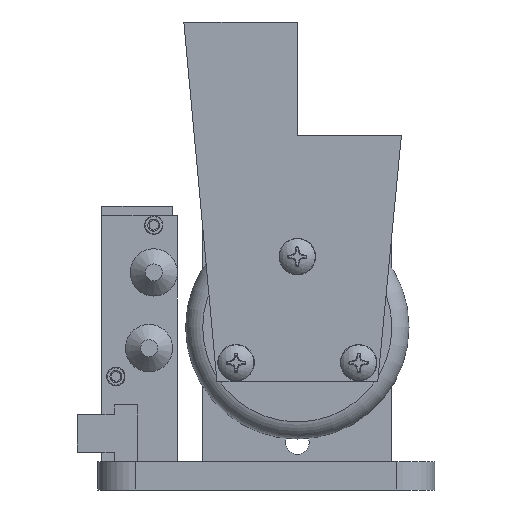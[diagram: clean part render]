
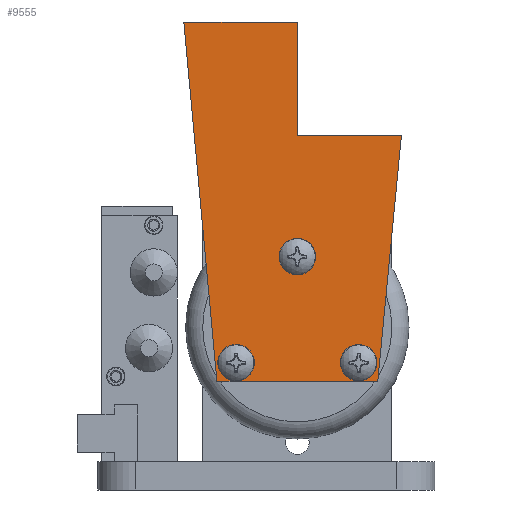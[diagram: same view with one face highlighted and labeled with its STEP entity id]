
A CAD part, front view. The second image highlights one B-rep face of the part: STEP entity #9555.
In plain terms, the highlighted planar face has unit normal (0, -1, 0).
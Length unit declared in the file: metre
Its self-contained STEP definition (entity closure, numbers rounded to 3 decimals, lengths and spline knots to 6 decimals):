
#1052=CIRCLE('',#10583,0.001334);
#1054=CIRCLE('',#10586,0.001334);
#1056=CIRCLE('',#10590,0.001334);
#3198=ORIENTED_EDGE('',*,*,#4871,.F.);
#3199=ORIENTED_EDGE('',*,*,#4875,.F.);
#3200=ORIENTED_EDGE('',*,*,#4878,.F.);
#3201=ORIENTED_EDGE('',*,*,#4881,.F.);
#3202=ORIENTED_EDGE('',*,*,#4884,.F.);
#3203=ORIENTED_EDGE('',*,*,#4890,.F.);
#3204=ORIENTED_EDGE('',*,*,#4887,.F.);
#3205=ORIENTED_EDGE('',*,*,#4885,.F.);
#3206=ORIENTED_EDGE('',*,*,#4891,.F.);
#4871=EDGE_CURVE('',#5937,#5938,#6698,.T.);
#4875=EDGE_CURVE('',#5940,#5937,#6702,.T.);
#4878=EDGE_CURVE('',#5942,#5940,#6705,.T.);
#4881=EDGE_CURVE('',#5944,#5942,#6708,.T.);
#4884=EDGE_CURVE('',#5946,#5944,#6711,.T.);
#4885=EDGE_CURVE('',#5947,#5947,#1052,.T.);
#4887=EDGE_CURVE('',#5949,#5949,#1054,.T.);
#4890=EDGE_CURVE('',#5938,#5946,#6713,.T.);
#4891=EDGE_CURVE('',#5951,#5951,#1056,.T.);
#5937=VERTEX_POINT('',#18829);
#5938=VERTEX_POINT('',#18831);
#5940=VERTEX_POINT('',#18837);
#5942=VERTEX_POINT('',#18843);
#5944=VERTEX_POINT('',#18849);
#5946=VERTEX_POINT('',#18855);
#5947=VERTEX_POINT('',#18859);
#5949=VERTEX_POINT('',#18864);
#5951=VERTEX_POINT('',#18872);
#6698=LINE('',#18830,#7344);
#6702=LINE('',#18838,#7348);
#6705=LINE('',#18844,#7351);
#6708=LINE('',#18850,#7354);
#6711=LINE('',#18856,#7357);
#6713=LINE('',#18869,#7359);
#7344=VECTOR('',#12752,1.);
#7348=VECTOR('',#12758,1.);
#7351=VECTOR('',#12763,1.);
#7354=VECTOR('',#12768,1.);
#7357=VECTOR('',#12773,1.);
#7359=VECTOR('',#12789,1.);
#7994=EDGE_LOOP('',(#3198,#3199,#3200,#3201,#3202,#3203));
#7995=EDGE_LOOP('',(#3204));
#7996=EDGE_LOOP('',(#3205));
#7997=EDGE_LOOP('',(#3206));
#8704=FACE_BOUND('',#7994,.T.);
#8705=FACE_BOUND('',#7995,.T.);
#8706=FACE_BOUND('',#7996,.T.);
#8707=FACE_BOUND('',#7997,.T.);
#9081=PLANE('',#10592);
#9555=ADVANCED_FACE('',(#8704,#8705,#8706,#8707),#9081,.T.);
#10583=AXIS2_PLACEMENT_3D('',#18858,#12776,#12777);
#10586=AXIS2_PLACEMENT_3D('',#18863,#12782,#12783);
#10590=AXIS2_PLACEMENT_3D('',#18871,#12792,#12793);
#10592=AXIS2_PLACEMENT_3D('',#18875,#12796,#12797);
#12752=DIRECTION('',(-0.096,0.,-0.995));
#12758=DIRECTION('',(1.,0.,0.));
#12763=DIRECTION('',(0.,0.,-1.));
#12768=DIRECTION('',(1.,0.,0.));
#12773=DIRECTION('',(-0.092,0.,0.996));
#12776=DIRECTION('',(0.,-1.,0.));
#12777=DIRECTION('',(0.,0.,-1.));
#12782=DIRECTION('',(0.,-1.,0.));
#12783=DIRECTION('',(0.,0.,-1.));
#12789=DIRECTION('',(-1.,0.,0.));
#12792=DIRECTION('',(0.,-1.,0.));
#12793=DIRECTION('',(0.,0.,-1.));
#12796=DIRECTION('',(0.,-1.,0.));
#12797=DIRECTION('',(1.,0.,0.));
#18829=CARTESIAN_POINT('',(0.01397,-0.000305,0.025767));
#18830=CARTESIAN_POINT('',(0.012383,-0.000305,0.009251));
#18831=CARTESIAN_POINT('',(0.010795,-0.000305,-0.007264));
#18837=CARTESIAN_POINT('',(0.,-0.000305,0.025767));
#18838=CARTESIAN_POINT('',(0.006985,-0.000305,0.025767));
#18843=CARTESIAN_POINT('',(0.,-0.000305,0.040996));
#18844=CARTESIAN_POINT('',(0.,-0.000305,0.033381));
#18849=CARTESIAN_POINT('',(-0.01524,-0.000305,0.040996));
#18850=CARTESIAN_POINT('',(-0.00762,-0.000305,0.040996));
#18855=CARTESIAN_POINT('',(-0.010795,-0.000305,-0.007264));
#18856=CARTESIAN_POINT('',(-0.013018,-0.000305,0.016866));
#18858=CARTESIAN_POINT('',(-0.008227,-0.000305,-0.00475));
#18859=CARTESIAN_POINT('',(-0.008227,-0.000305,-0.006084));
#18863=CARTESIAN_POINT('',(0.,-0.000305,0.0095));
#18864=CARTESIAN_POINT('',(0.,-0.000305,0.008167));
#18869=CARTESIAN_POINT('',(-0.005398,-0.000305,-0.007264));
#18871=CARTESIAN_POINT('',(0.008227,-0.000305,-0.00475));
#18872=CARTESIAN_POINT('',(0.008227,-0.000305,-0.006084));
#18875=CARTESIAN_POINT('',(-0.000635,-0.000305,0.015748));
